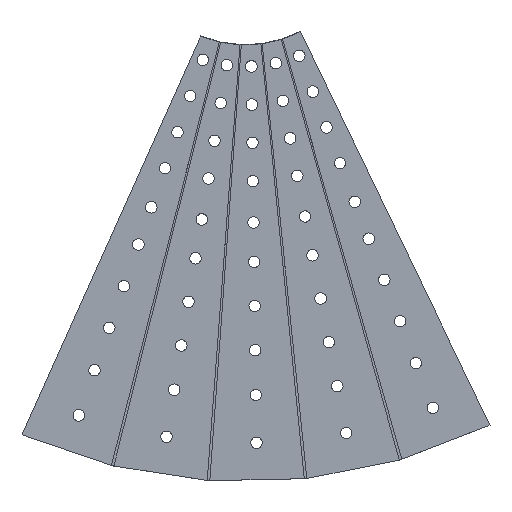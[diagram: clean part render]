
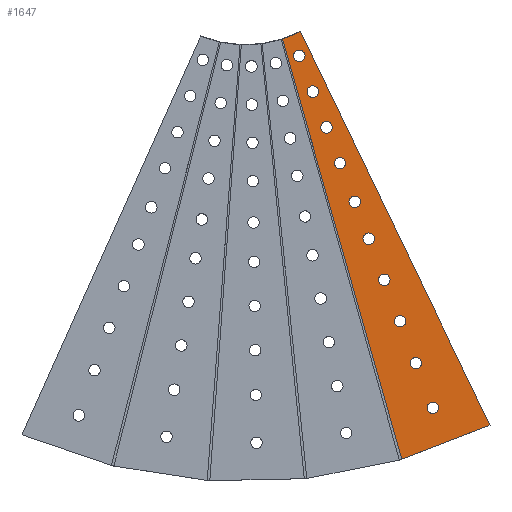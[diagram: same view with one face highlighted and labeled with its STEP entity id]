
A CAD part, top view. The second image highlights one B-rep face of the part: STEP entity #1647.
In plain terms, the highlighted planar face has unit normal (0, 0, 1).
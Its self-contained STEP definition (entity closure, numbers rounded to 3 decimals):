
#25=FACE_BOUND('',#263,.T.);
#26=FACE_BOUND('',#264,.T.);
#27=FACE_BOUND('',#265,.T.);
#28=FACE_BOUND('',#266,.T.);
#29=FACE_BOUND('',#267,.T.);
#30=FACE_BOUND('',#268,.T.);
#31=FACE_BOUND('',#269,.T.);
#32=FACE_BOUND('',#270,.T.);
#33=FACE_BOUND('',#271,.T.);
#34=FACE_BOUND('',#272,.T.);
#125=PLANE('',#1788);
#172=FACE_OUTER_BOUND('',#262,.T.);
#262=EDGE_LOOP('',(#1248,#1249,#1250,#1251));
#263=EDGE_LOOP('',(#1252));
#264=EDGE_LOOP('',(#1253));
#265=EDGE_LOOP('',(#1254));
#266=EDGE_LOOP('',(#1255));
#267=EDGE_LOOP('',(#1256));
#268=EDGE_LOOP('',(#1257));
#269=EDGE_LOOP('',(#1258));
#270=EDGE_LOOP('',(#1259));
#271=EDGE_LOOP('',(#1260));
#272=EDGE_LOOP('',(#1261));
#431=LINE('',#2534,#539);
#445=LINE('',#2603,#553);
#448=LINE('',#2607,#556);
#539=VECTOR('',#2034,10.);
#553=VECTOR('',#2110,10.);
#556=VECTOR('',#2115,10.);
#643=CIRCLE('',#1757,6.);
#645=CIRCLE('',#1760,6.);
#647=CIRCLE('',#1763,6.);
#649=CIRCLE('',#1766,6.);
#651=CIRCLE('',#1769,6.);
#653=CIRCLE('',#1772,6.);
#655=CIRCLE('',#1775,6.);
#657=CIRCLE('',#1778,6.);
#659=CIRCLE('',#1781,6.);
#661=CIRCLE('',#1784,6.);
#663=CIRCLE('',#1789,125.);
#774=VERTEX_POINT('',#2531);
#775=VERTEX_POINT('',#2533);
#776=VERTEX_POINT('',#2537);
#778=VERTEX_POINT('',#2543);
#780=VERTEX_POINT('',#2549);
#782=VERTEX_POINT('',#2555);
#784=VERTEX_POINT('',#2561);
#786=VERTEX_POINT('',#2567);
#788=VERTEX_POINT('',#2573);
#790=VERTEX_POINT('',#2579);
#792=VERTEX_POINT('',#2585);
#794=VERTEX_POINT('',#2591);
#798=VERTEX_POINT('',#2600);
#799=VERTEX_POINT('',#2602);
#940=EDGE_CURVE('',#775,#774,#431,.T.);
#942=EDGE_CURVE('',#776,#776,#643,.T.);
#945=EDGE_CURVE('',#778,#778,#645,.T.);
#948=EDGE_CURVE('',#780,#780,#647,.T.);
#951=EDGE_CURVE('',#782,#782,#649,.T.);
#954=EDGE_CURVE('',#784,#784,#651,.T.);
#957=EDGE_CURVE('',#786,#786,#653,.T.);
#960=EDGE_CURVE('',#788,#788,#655,.T.);
#963=EDGE_CURVE('',#790,#790,#657,.T.);
#966=EDGE_CURVE('',#792,#792,#659,.T.);
#969=EDGE_CURVE('',#794,#794,#661,.T.);
#974=EDGE_CURVE('',#799,#798,#445,.T.);
#977=EDGE_CURVE('',#774,#799,#448,.T.);
#978=EDGE_CURVE('',#798,#775,#663,.T.);
#1248=ORIENTED_EDGE('',*,*,#977,.T.);
#1249=ORIENTED_EDGE('',*,*,#974,.T.);
#1250=ORIENTED_EDGE('',*,*,#978,.T.);
#1251=ORIENTED_EDGE('',*,*,#940,.T.);
#1252=ORIENTED_EDGE('',*,*,#969,.T.);
#1253=ORIENTED_EDGE('',*,*,#966,.T.);
#1254=ORIENTED_EDGE('',*,*,#963,.T.);
#1255=ORIENTED_EDGE('',*,*,#960,.T.);
#1256=ORIENTED_EDGE('',*,*,#957,.T.);
#1257=ORIENTED_EDGE('',*,*,#954,.T.);
#1258=ORIENTED_EDGE('',*,*,#951,.T.);
#1259=ORIENTED_EDGE('',*,*,#948,.T.);
#1260=ORIENTED_EDGE('',*,*,#945,.T.);
#1261=ORIENTED_EDGE('',*,*,#942,.T.);
#1647=ADVANCED_FACE('',(#172,#25,#26,#27,#28,#29,#30,#31,#32,#33,#34),#125,
 .T.);
#1757=AXIS2_PLACEMENT_3D('',#2538,#2038,#2039);
#1760=AXIS2_PLACEMENT_3D('',#2544,#2045,#2046);
#1763=AXIS2_PLACEMENT_3D('',#2550,#2052,#2053);
#1766=AXIS2_PLACEMENT_3D('',#2556,#2059,#2060);
#1769=AXIS2_PLACEMENT_3D('',#2562,#2066,#2067);
#1772=AXIS2_PLACEMENT_3D('',#2568,#2073,#2074);
#1775=AXIS2_PLACEMENT_3D('',#2574,#2080,#2081);
#1778=AXIS2_PLACEMENT_3D('',#2580,#2087,#2088);
#1781=AXIS2_PLACEMENT_3D('',#2586,#2094,#2095);
#1784=AXIS2_PLACEMENT_3D('',#2592,#2101,#2102);
#1788=AXIS2_PLACEMENT_3D('',#2608,#2116,#2117);
#1789=AXIS2_PLACEMENT_3D('',#2609,#2118,#2119);
#2034=DIRECTION('',(0.273,-0.962,0.));
#2038=DIRECTION('center_axis',(0.,0.,-1.));
#2039=DIRECTION('ref_axis',(1.,0.,0.));
#2045=DIRECTION('center_axis',(0.,0.,-1.));
#2046=DIRECTION('ref_axis',(1.,0.,0.));
#2052=DIRECTION('center_axis',(0.,0.,-1.));
#2053=DIRECTION('ref_axis',(1.,0.,0.));
#2059=DIRECTION('center_axis',(0.,0.,-1.));
#2060=DIRECTION('ref_axis',(1.,0.,0.));
#2066=DIRECTION('center_axis',(0.,0.,-1.));
#2067=DIRECTION('ref_axis',(1.,0.,0.));
#2073=DIRECTION('center_axis',(0.,0.,-1.));
#2074=DIRECTION('ref_axis',(1.,0.,0.));
#2080=DIRECTION('center_axis',(0.,0.,-1.));
#2081=DIRECTION('ref_axis',(1.,0.,0.));
#2087=DIRECTION('center_axis',(0.,0.,-1.));
#2088=DIRECTION('ref_axis',(1.,0.,0.));
#2094=DIRECTION('center_axis',(0.,0.,-1.));
#2095=DIRECTION('ref_axis',(1.,0.,0.));
#2101=DIRECTION('center_axis',(0.,0.,-1.));
#2102=DIRECTION('ref_axis',(1.,0.,0.));
#2110=DIRECTION('',(-0.434,0.901,0.));
#2115=DIRECTION('',(0.932,0.361,0.));
#2116=DIRECTION('center_axis',(0.,0.,1.));
#2117=DIRECTION('ref_axis',(1.,0.,0.));
#2118=DIRECTION('center_axis',(0.,0.,-1.));
#2119=DIRECTION('ref_axis',(1.,0.,0.));
#2531=CARTESIAN_POINT('',(186.833,-427.722,10.));
#2533=CARTESIAN_POINT('',(61.792,12.116,10.));
#2534=CARTESIAN_POINT('',(186.833,-427.722,10.));
#2537=CARTESIAN_POINT('',(101.861,-80.452,10.));
#2538=CARTESIAN_POINT('Origin',(107.861,-80.452,10.));
#2543=CARTESIAN_POINT('',(73.474,-5.658,10.));
#2544=CARTESIAN_POINT('Origin',(79.474,-5.658,10.));
#2549=CARTESIAN_POINT('',(131.427,-158.355,10.));
#2550=CARTESIAN_POINT('Origin',(137.427,-158.355,10.));
#2555=CARTESIAN_POINT('',(178.833,-283.263,10.));
#2556=CARTESIAN_POINT('Origin',(184.833,-283.263,10.));
#2561=CARTESIAN_POINT('',(213.198,-373.808,10.));
#2562=CARTESIAN_POINT('Origin',(219.198,-373.808,10.));
#2567=CARTESIAN_POINT('',(116.054,-117.85,10.));
#2568=CARTESIAN_POINT('Origin',(122.054,-117.85,10.));
#2573=CARTESIAN_POINT('',(195.456,-327.061,10.));
#2574=CARTESIAN_POINT('Origin',(201.456,-327.061,10.));
#2579=CARTESIAN_POINT('',(87.667,-43.055,10.));
#2580=CARTESIAN_POINT('Origin',(93.667,-43.055,10.));
#2585=CARTESIAN_POINT('',(146.057,-196.904,10.));
#2586=CARTESIAN_POINT('Origin',(152.057,-196.904,10.));
#2591=CARTESIAN_POINT('',(162.406,-239.978,10.));
#2592=CARTESIAN_POINT('Origin',(168.406,-239.978,10.));
#2600=CARTESIAN_POINT('',(80.67,20.006,10.));
#2602=CARTESIAN_POINT('',(278.935,-392.015,10.));
#2603=CARTESIAN_POINT('',(80.67,20.006,10.));
#2607=CARTESIAN_POINT('',(278.935,-392.015,10.));
#2608=CARTESIAN_POINT('Origin',(170.363,-203.858,10.));
#2609=CARTESIAN_POINT('Origin',(23.194,131.008,10.));
